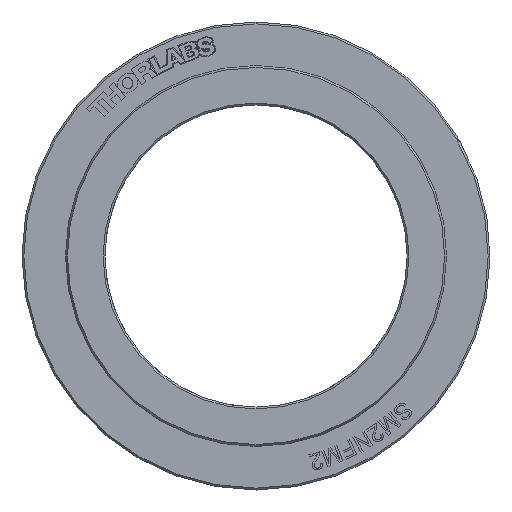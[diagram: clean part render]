
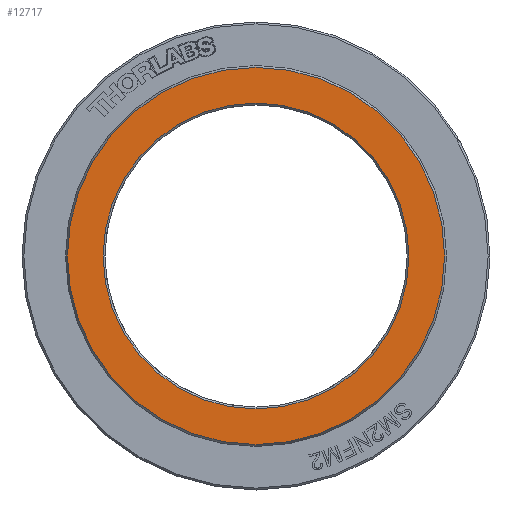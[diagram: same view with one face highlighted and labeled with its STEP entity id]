
A CAD part, front view. The second image highlights one B-rep face of the part: STEP entity #12717.
In plain terms, the highlighted planar face has unit normal (0, -1, 0).
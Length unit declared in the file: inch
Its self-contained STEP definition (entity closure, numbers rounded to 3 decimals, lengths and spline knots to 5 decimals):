
#147 = FACE_OUTER_BOUND ( 'NONE', #16772, .T. ) ;
#264 = PLANE ( 'NONE',  #27443 ) ;
#869 = CIRCLE ( 'NONE', #28977, 0.81709 ) ;
#921 = AXIS2_PLACEMENT_3D ( 'NONE', #23177, #23384, #5667 ) ;
#3011 = ORIENTED_EDGE ( 'NONE', *, *, #18891, .F. ) ;
#3134 = AXIS2_PLACEMENT_3D ( 'NONE', #24945, #27337, #20086 ) ;
#4589 = ORIENTED_EDGE ( 'NONE', *, *, #17670, .T. ) ;
#4853 = FACE_BOUND ( 'NONE', #18871, .T. ) ;
#5667 = DIRECTION ( 'NONE',  ( 0., 0., -1. ) ) ;
#6061 = CARTESIAN_POINT ( 'NONE',  ( 0., -0.195, 0. ) ) ;
#6712 = DIRECTION ( 'NONE',  ( 0., 1., 0. ) ) ;
#6804 = ORIENTED_EDGE ( 'NONE', *, *, #12859, .F. ) ;
#7094 = AXIS2_PLACEMENT_3D ( 'NONE', #31554, #6712, #31655 ) ;
#7604 = CARTESIAN_POINT ( 'NONE',  ( 0., -0.195, -1.0075 ) ) ;
#8076 = ORIENTED_EDGE ( 'NONE', *, *, #21708, .T. ) ;
#8170 = CIRCLE ( 'NONE', #7094, 1.0075 ) ;
#8448 = DIRECTION ( 'NONE',  ( 0., 0., -1. ) ) ;
#8733 = CIRCLE ( 'NONE', #3134, 1.0075 ) ;
#9982 = CARTESIAN_POINT ( 'NONE',  ( 0., -0.195, 0. ) ) ;
#12717 = ADVANCED_FACE ( 'NONE', ( #4853, #147 ), #264, .T. ) ;
#12859 = EDGE_CURVE ( 'NONE', #22959, #13486, #8733, .T. ) ;
#13486 = VERTEX_POINT ( 'NONE', #32326 ) ;
#14948 = CIRCLE ( 'NONE', #921, 0.81709 ) ;
#16772 = EDGE_LOOP ( 'NONE', ( #3011, #6804 ) ) ;
#17670 = EDGE_CURVE ( 'NONE', #19070, #31695, #869, .T. ) ;
#18871 = EDGE_LOOP ( 'NONE', ( #4589, #8076 ) ) ;
#18891 = EDGE_CURVE ( 'NONE', #13486, #22959, #8170, .T. ) ;
#19070 = VERTEX_POINT ( 'NONE', #25188 ) ;
#20086 = DIRECTION ( 'NONE',  ( 0., 0., 1. ) ) ;
#21080 = DIRECTION ( 'NONE',  ( 0., -1., 0. ) ) ;
#21708 = EDGE_CURVE ( 'NONE', #31695, #19070, #14948, .T. ) ;
#22959 = VERTEX_POINT ( 'NONE', #7604 ) ;
#23177 = CARTESIAN_POINT ( 'NONE',  ( 0., -0.195, 0. ) ) ;
#23384 = DIRECTION ( 'NONE',  ( 0., 1., 0. ) ) ;
#24945 = CARTESIAN_POINT ( 'NONE',  ( 0., -0.195, 0. ) ) ;
#25188 = CARTESIAN_POINT ( 'NONE',  ( 0., -0.195, -0.81709 ) ) ;
#27337 = DIRECTION ( 'NONE',  ( 0., 1., 0. ) ) ;
#27443 = AXIS2_PLACEMENT_3D ( 'NONE', #6061, #21080, #8448 ) ;
#28977 = AXIS2_PLACEMENT_3D ( 'NONE', #9982, #32039, #29725 ) ;
#29725 = DIRECTION ( 'NONE',  ( 0., 0., -1. ) ) ;
#30599 = CARTESIAN_POINT ( 'NONE',  ( 0., -0.195, 0.81709 ) ) ;
#31554 = CARTESIAN_POINT ( 'NONE',  ( 0., -0.195, 0. ) ) ;
#31655 = DIRECTION ( 'NONE',  ( 0., 0., 1. ) ) ;
#31695 = VERTEX_POINT ( 'NONE', #30599 ) ;
#32039 = DIRECTION ( 'NONE',  ( 0., 1., 0. ) ) ;
#32326 = CARTESIAN_POINT ( 'NONE',  ( 0., -0.195, 1.0075 ) ) ;
